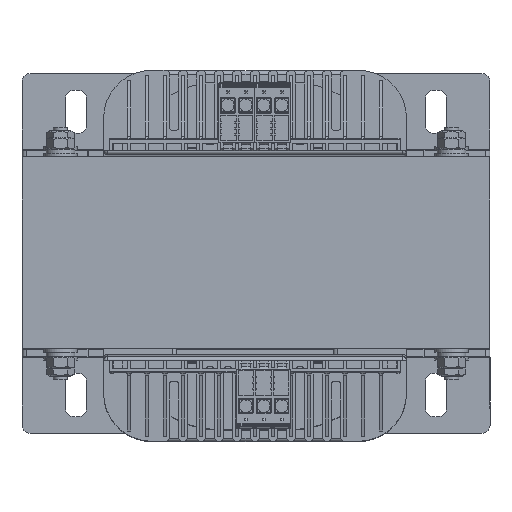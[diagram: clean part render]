
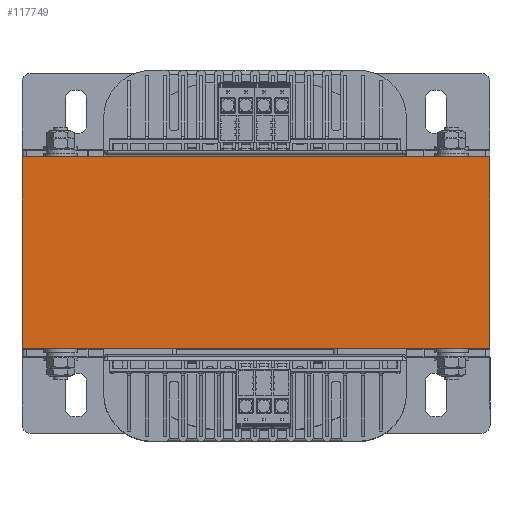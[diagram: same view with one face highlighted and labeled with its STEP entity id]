
A CAD part, top view. The second image highlights one B-rep face of the part: STEP entity #117749.
In plain terms, the highlighted planar face has unit normal (0, 0, 1).
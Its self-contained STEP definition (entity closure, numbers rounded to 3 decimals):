
#6387=FACE_OUTER_BOUND('',#12471,.T.);
#12471=EDGE_LOOP('',(#73462,#73463,#73464,#73465));
#18792=LINE('',#157900,#31971);
#18824=LINE('',#157980,#32003);
#18825=LINE('',#157982,#32004);
#18826=LINE('',#157983,#32005);
#31971=VECTOR('',#131008,1.);
#32003=VECTOR('',#131082,10.);
#32004=VECTOR('',#131083,1.);
#32005=VECTOR('',#131084,1.);
#45150=VERTEX_POINT('',#157898);
#45151=VERTEX_POINT('',#157899);
#45178=VERTEX_POINT('',#157979);
#45179=VERTEX_POINT('',#157981);
#56297=EDGE_CURVE('',#45150,#45151,#18792,.T.);
#56337=EDGE_CURVE('',#45151,#45178,#18824,.T.);
#56338=EDGE_CURVE('',#45178,#45179,#18825,.T.);
#56339=EDGE_CURVE('',#45179,#45150,#18826,.T.);
#73462=ORIENTED_EDGE('',*,*,#56337,.T.);
#73463=ORIENTED_EDGE('',*,*,#56338,.T.);
#73464=ORIENTED_EDGE('',*,*,#56339,.T.);
#73465=ORIENTED_EDGE('',*,*,#56297,.T.);
#107609=PLANE('',#124168);
#117749=ADVANCED_FACE('',(#6387),#107609,.T.);
#124168=AXIS2_PLACEMENT_3D('',#157978,#131080,#131081);
#131008=DIRECTION('',(1.,0.,0.));
#131080=DIRECTION('center_axis',(0.,0.,1.));
#131081=DIRECTION('ref_axis',(0.,-1.,0.));
#131082=DIRECTION('',(0.,1.,0.));
#131083=DIRECTION('',(-1.,0.,0.));
#131084=DIRECTION('',(0.,-1.,0.));
#157898=CARTESIAN_POINT('',(490.1,-48.222,113.5));
#157899=CARTESIAN_POINT('',(685.1,-48.222,113.5));
#157900=CARTESIAN_POINT('',(685.1,-48.222,113.5));
#157978=CARTESIAN_POINT('Origin',(490.1,21.778,113.5));
#157979=CARTESIAN_POINT('',(685.1,31.778,113.5));
#157980=CARTESIAN_POINT('',(685.1,21.778,113.5));
#157981=CARTESIAN_POINT('',(490.1,31.778,113.5));
#157982=CARTESIAN_POINT('',(685.1,31.778,113.5));
#157983=CARTESIAN_POINT('',(490.1,21.778,113.5));
